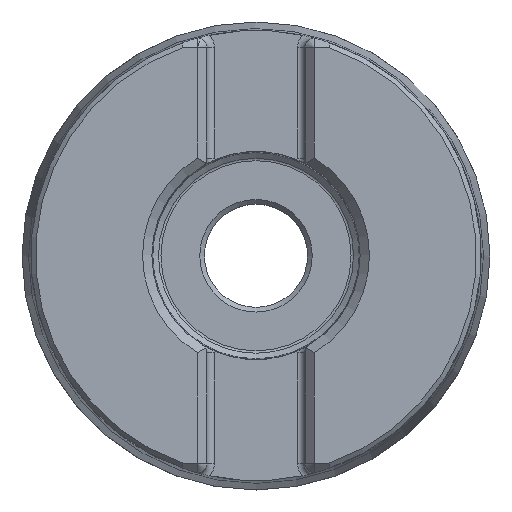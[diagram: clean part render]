
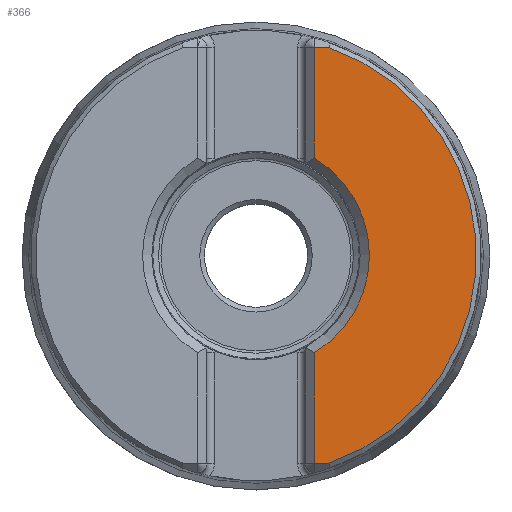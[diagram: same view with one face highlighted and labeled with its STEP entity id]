
A CAD part, top view. The second image highlights one B-rep face of the part: STEP entity #366.
In plain terms, the highlighted planar face has unit normal (0, 0, 1).
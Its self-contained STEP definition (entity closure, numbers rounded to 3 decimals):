
#163=PLANE('',#1974);
#182=FACE_OUTER_BOUND('',#811,.T.);
#366=ADVANCED_FACE('',(#182),#163,.F.);
#517=LINE('',#2973,#569);
#518=LINE('',#2978,#570);
#519=LINE('',#2980,#571);
#520=LINE('',#2984,#572);
#569=VECTOR('',#2260,1.);
#570=VECTOR('',#2263,1.);
#571=VECTOR('',#2264,1.);
#572=VECTOR('',#2267,1.);
#811=EDGE_LOOP('',(#991,#992,#993,#994,#995,#996));
#991=ORIENTED_EDGE('',*,*,#1479,.F.);
#992=ORIENTED_EDGE('',*,*,#1480,.T.);
#993=ORIENTED_EDGE('',*,*,#1481,.F.);
#994=ORIENTED_EDGE('',*,*,#1482,.F.);
#995=ORIENTED_EDGE('',*,*,#1483,.T.);
#996=ORIENTED_EDGE('',*,*,#1484,.F.);
#1339=VERTEX_POINT('',#2974);
#1340=VERTEX_POINT('',#2975);
#1341=VERTEX_POINT('',#2977);
#1342=VERTEX_POINT('',#2979);
#1343=VERTEX_POINT('',#2981);
#1344=VERTEX_POINT('',#2983);
#1479=EDGE_CURVE('',#1339,#1340,#517,.T.);
#1480=EDGE_CURVE('',#1339,#1341,#1669,.T.);
#1481=EDGE_CURVE('',#1342,#1341,#518,.T.);
#1482=EDGE_CURVE('',#1343,#1342,#519,.T.);
#1483=EDGE_CURVE('',#1343,#1344,#1670,.T.);
#1484=EDGE_CURVE('',#1340,#1344,#520,.T.);
#1669=CIRCLE('',#1972,23.5);
#1670=CIRCLE('',#1973,12.099);
#1972=AXIS2_PLACEMENT_3D('',#2976,#2261,#2262);
#1973=AXIS2_PLACEMENT_3D('',#2982,#2265,#2266);
#1974=AXIS2_PLACEMENT_3D('',#2985,#2268,#2269);
#2260=DIRECTION('',(-1.,0.,0.));
#2261=DIRECTION('',(0.,0.,1.));
#2262=DIRECTION('',(-1.,0.,0.));
#2263=DIRECTION('',(1.,0.,0.));
#2264=DIRECTION('',(0.,1.,0.));
#2265=DIRECTION('',(0.,0.,-1.));
#2266=DIRECTION('',(-1.,0.,0.));
#2267=DIRECTION('',(0.,1.,0.));
#2268=DIRECTION('',(0.,0.,-1.));
#2269=DIRECTION('',(-1.,0.,0.));
#2973=CARTESIAN_POINT('',(6.227,-22.178,0.));
#2974=CARTESIAN_POINT('',(7.771,-22.178,0.));
#2975=CARTESIAN_POINT('',(6.228,-22.178,0.));
#2976=CARTESIAN_POINT('',(0.,0.,0.));
#2977=CARTESIAN_POINT('',(7.771,22.178,0.));
#2978=CARTESIAN_POINT('',(6.227,22.178,0.));
#2979=CARTESIAN_POINT('',(6.228,22.178,0.));
#2980=CARTESIAN_POINT('',(6.228,-22.178,0.));
#2981=CARTESIAN_POINT('',(6.228,10.373,0.));
#2982=CARTESIAN_POINT('',(0.,0.,0.));
#2983=CARTESIAN_POINT('',(6.228,-10.373,0.));
#2984=CARTESIAN_POINT('',(6.228,-22.178,0.));
#2985=CARTESIAN_POINT('',(0.,0.,0.));
